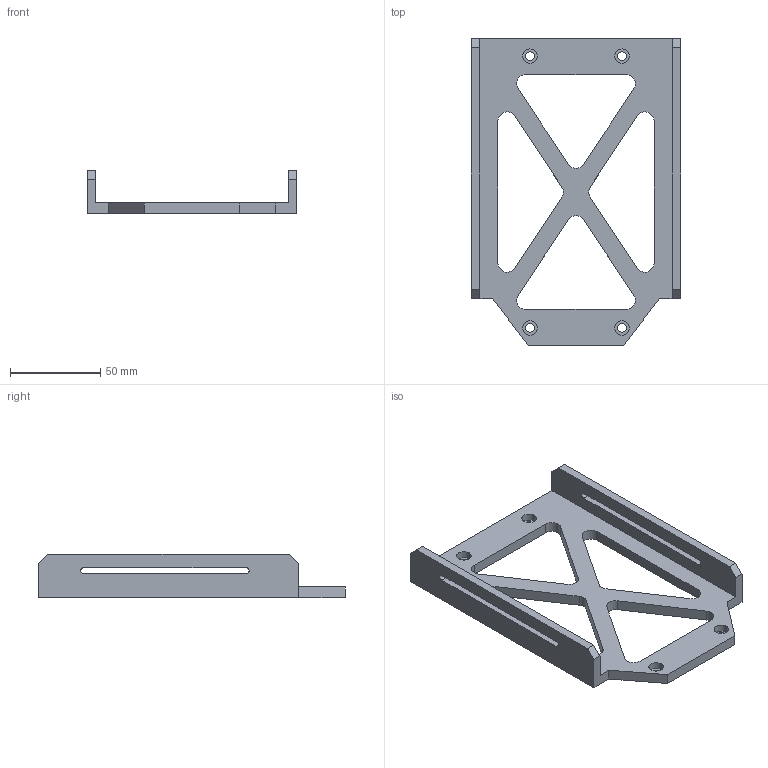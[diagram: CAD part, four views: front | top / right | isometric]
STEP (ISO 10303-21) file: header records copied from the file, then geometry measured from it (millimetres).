
FILE_DESCRIPTION (( 'STEP AP203' ), '1' );
FILE_NAME ('power supply adapter (MAKER).STEP', '2019-01-01T17:51:56', ( '' ), ( '' ), 'SwSTEP 2.0', 'SolidWorks 2018', '' );
FILE_SCHEMA (( 'CONFIG_CONTROL_DESIGN' ));
Length unit declared in the file: millimetre
Products named in the file (1): power supply adapter (MAKER)
Bounding box: 116 x 170 x 24 mm (x, y, z)
Volume: 84266 mm3; surface area: 40698 mm2
Topology: 1 solids, 1 shells, 75 faces, 207 edges, 138 vertices
Faces by surface type: plane 38, cylinder 37
Entity records: 2532 total; most frequent: DIRECTION 433, CARTESIAN_POINT 421, ORIENTED_EDGE 414, EDGE_CURVE 207, AXIS2_PLACEMENT_3D 150, VERTEX_POINT 138, VECTOR 133, LINE 133
